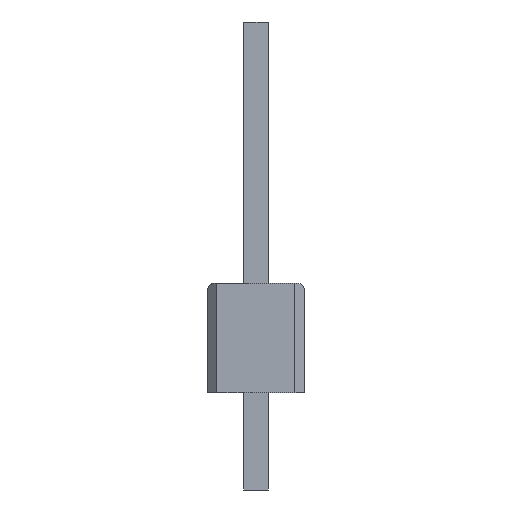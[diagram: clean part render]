
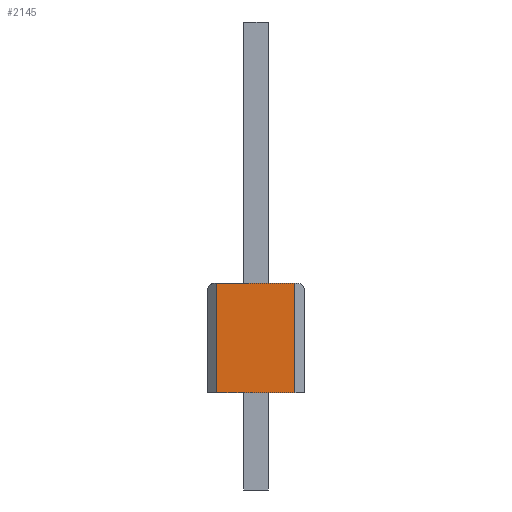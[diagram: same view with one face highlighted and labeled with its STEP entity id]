
A CAD part, left-side view. The second image highlights one B-rep face of the part: STEP entity #2145.
In plain terms, the highlighted planar face has unit normal (-1, 0, 0).
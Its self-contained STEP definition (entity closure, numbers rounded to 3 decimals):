
#2=DIRECTION('',(0.,0.,-1.));
#3=VECTOR('',#2,2.8);
#4=CARTESIAN_POINT('',(-10.16,1.,0.));
#5=LINE('',#4,#3);
#6=DIRECTION('',(0.,-1.,0.));
#7=VECTOR('',#6,2.);
#8=CARTESIAN_POINT('',(-10.16,1.,0.));
#9=LINE('',#8,#7);
#10=DIRECTION('',(0.,0.,-1.));
#11=VECTOR('',#10,2.8);
#12=CARTESIAN_POINT('',(-10.16,-1.,0.));
#13=LINE('',#12,#11);
#78=DIRECTION('',(0.,-1.,0.));
#79=VECTOR('',#78,2.);
#80=CARTESIAN_POINT('',(-10.16,1.,-2.8));
#81=LINE('',#80,#79);
#1690=CARTESIAN_POINT('',(-10.16,1.,0.));
#1691=CARTESIAN_POINT('',(-10.16,1.,-2.8));
#1692=VERTEX_POINT('',#1690);
#1693=VERTEX_POINT('',#1691);
#1694=CARTESIAN_POINT('',(-10.16,-1.,0.));
#1695=CARTESIAN_POINT('',(-10.16,-1.,-2.8));
#1696=VERTEX_POINT('',#1694);
#1697=VERTEX_POINT('',#1695);
#2130=CARTESIAN_POINT('',(-10.16,0.,0.));
#2131=DIRECTION('',(1.,0.,0.));
#2132=DIRECTION('',(0.,0.,-1.));
#2133=AXIS2_PLACEMENT_3D('',#2130,#2131,#2132);
#2134=PLANE('',#2133);
#2136=ORIENTED_EDGE('',*,*,#2135,.F.);
#2138=ORIENTED_EDGE('',*,*,#2137,.T.);
#2140=ORIENTED_EDGE('',*,*,#2139,.T.);
#2142=ORIENTED_EDGE('',*,*,#2141,.F.);
#2143=EDGE_LOOP('',(#2136,#2138,#2140,#2142));
#2144=FACE_OUTER_BOUND('',#2143,.F.);
#2135=EDGE_CURVE('',#1692,#1693,#5,.T.);
#2137=EDGE_CURVE('',#1692,#1696,#9,.T.);
#2139=EDGE_CURVE('',#1696,#1697,#13,.T.);
#2141=EDGE_CURVE('',#1693,#1697,#81,.T.);
#2145=ADVANCED_FACE('',(#2144),#2134,.F.);
